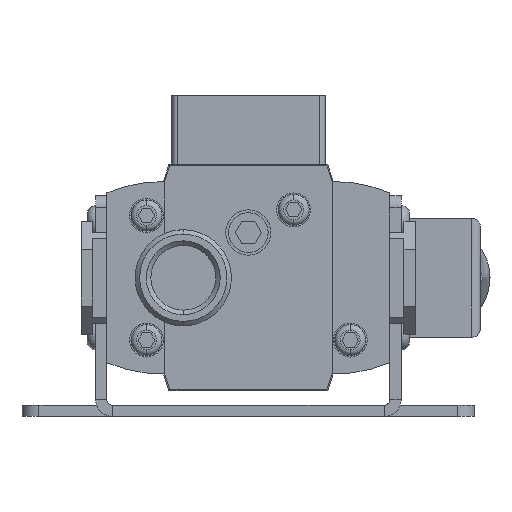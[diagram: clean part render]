
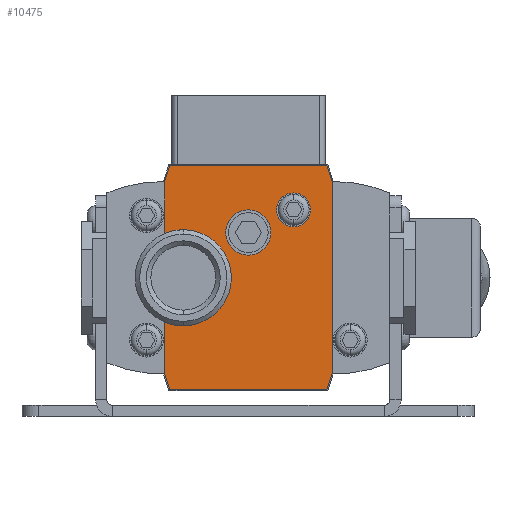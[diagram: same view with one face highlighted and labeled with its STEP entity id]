
A CAD part, front view. The second image highlights one B-rep face of the part: STEP entity #10475.
In plain terms, the highlighted planar face has unit normal (0, -1, 0).
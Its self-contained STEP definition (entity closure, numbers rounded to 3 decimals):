
#138 = DIRECTION ( 'NONE',  ( 0., 0., -1. ) ) ;
#140 = ORIENTED_EDGE ( 'NONE', *, *, #1128, .F. ) ;
#172 = VECTOR ( 'NONE', #12163, 1000. ) ;
#175 = CIRCLE ( 'NONE', #12798, 4. ) ;
#233 = DIRECTION ( 'NONE',  ( 0., 0., 1. ) ) ;
#299 = CARTESIAN_POINT ( 'NONE',  ( -13.885, -25.5, 19.8 ) ) ;
#531 = AXIS2_PLACEMENT_3D ( 'NONE', #6252, #15436, #7558 ) ;
#564 = DIRECTION ( 'NONE',  ( 0., -1., 0. ) ) ;
#649 = CARTESIAN_POINT ( 'NONE',  ( -11.5, -25.5, 0. ) ) ;
#923 = CARTESIAN_POINT ( 'NONE',  ( 8., -25.5, 15. ) ) ;
#933 = AXIS2_PLACEMENT_3D ( 'NONE', #15878, #8022, #138 ) ;
#1041 = CARTESIAN_POINT ( 'NONE',  ( -14.805, -25.5, 16.968 ) ) ;
#1104 = VERTEX_POINT ( 'NONE', #5818 ) ;
#1128 = EDGE_CURVE ( 'NONE', #12436, #1104, #11115, .T. ) ;
#1129 = ORIENTED_EDGE ( 'NONE', *, *, #1549, .T. ) ;
#1216 = FACE_BOUND ( 'NONE', #8843, .T. ) ;
#1291 = VECTOR ( 'NONE', #12284, 1000. ) ;
#1549 = EDGE_CURVE ( 'NONE', #3057, #14426, #3706, .T. ) ;
#1794 = CARTESIAN_POINT ( 'NONE',  ( -11.5, -25.5, 8.5 ) ) ;
#1841 = CARTESIAN_POINT ( 'NONE',  ( 0., -25.5, 0. ) ) ;
#1856 = LINE ( 'NONE', #6783, #5346 ) ;
#1907 = ORIENTED_EDGE ( 'NONE', *, *, #15725, .T. ) ;
#1970 = CARTESIAN_POINT ( 'NONE',  ( 8., -25.5, 12. ) ) ;
#1976 = DIRECTION ( 'NONE',  ( 0., 0., -1. ) ) ;
#2077 = EDGE_CURVE ( 'NONE', #16704, #3057, #9870, .T. ) ;
#2133 = CIRCLE ( 'NONE', #6259, 3. ) ;
#2379 = DIRECTION ( 'NONE',  ( 0., 0., -1. ) ) ;
#2434 = CARTESIAN_POINT ( 'NONE',  ( 14.805, -25.5, -16.968 ) ) ;
#2447 = VECTOR ( 'NONE', #5569, 1000. ) ;
#2613 = CIRCLE ( 'NONE', #933, 8.5 ) ;
#2684 = EDGE_CURVE ( 'NONE', #9157, #7101, #8273, .T. ) ;
#3025 = CARTESIAN_POINT ( 'NONE',  ( 13.885, -25.5, -19.8 ) ) ;
#3055 = CIRCLE ( 'NONE', #531, 8.5 ) ;
#3057 = VERTEX_POINT ( 'NONE', #10787 ) ;
#3113 = CARTESIAN_POINT ( 'NONE',  ( -14.805, -25.5, 16.968 ) ) ;
#3182 = CARTESIAN_POINT ( 'NONE',  ( 14.805, -25.5, 16.968 ) ) ;
#3313 = DIRECTION ( 'NONE',  ( 0., 0., -1. ) ) ;
#3706 = LINE ( 'NONE', #299, #172 ) ;
#3723 = CARTESIAN_POINT ( 'NONE',  ( -14.805, -25.5, -7.831 ) ) ;
#3782 = CARTESIAN_POINT ( 'NONE',  ( 0., -25.5, 8. ) ) ;
#3798 = LINE ( 'NONE', #3182, #7262 ) ;
#4415 = VERTEX_POINT ( 'NONE', #8315 ) ;
#4555 = DIRECTION ( 'NONE',  ( 0.309, 0., 0.951 ) ) ;
#4685 = ORIENTED_EDGE ( 'NONE', *, *, #12060, .F. ) ;
#4795 = AXIS2_PLACEMENT_3D ( 'NONE', #649, #9869, #1976 ) ;
#4941 = DIRECTION ( 'NONE',  ( 0., -1., 0. ) ) ;
#5096 = DIRECTION ( 'NONE',  ( 0., 0., -1. ) ) ;
#5346 = VECTOR ( 'NONE', #233, 1000. ) ;
#5368 = ORIENTED_EDGE ( 'NONE', *, *, #7727, .F. ) ;
#5569 = DIRECTION ( 'NONE',  ( 0.309, 0., -0.951 ) ) ;
#5818 = CARTESIAN_POINT ( 'NONE',  ( 8., -25.5, 9. ) ) ;
#5897 = EDGE_CURVE ( 'NONE', #1104, #12436, #2133, .T. ) ;
#6176 = ORIENTED_EDGE ( 'NONE', *, *, #9868, .F. ) ;
#6252 = CARTESIAN_POINT ( 'NONE',  ( -11.5, -25.5, 0. ) ) ;
#6254 = ORIENTED_EDGE ( 'NONE', *, *, #11959, .T. ) ;
#6259 = AXIS2_PLACEMENT_3D ( 'NONE', #12818, #4941, #14109 ) ;
#6333 = VECTOR ( 'NONE', #8907, 1000. ) ;
#6783 = CARTESIAN_POINT ( 'NONE',  ( 14.805, -25.5, -16.968 ) ) ;
#6818 = CARTESIAN_POINT ( 'NONE',  ( 14.805, -25.5, 16.968 ) ) ;
#6879 = EDGE_CURVE ( 'NONE', #7089, #12157, #14390, .T. ) ;
#6906 = ORIENTED_EDGE ( 'NONE', *, *, #7380, .T. ) ;
#7089 = VERTEX_POINT ( 'NONE', #13578 ) ;
#7101 = VERTEX_POINT ( 'NONE', #8331 ) ;
#7102 = VERTEX_POINT ( 'NONE', #1794 ) ;
#7262 = VECTOR ( 'NONE', #11034, 1000. ) ;
#7353 = CARTESIAN_POINT ( 'NONE',  ( -14.805, -25.5, 7.831 ) ) ;
#7380 = EDGE_CURVE ( 'NONE', #14426, #13904, #11726, .T. ) ;
#7403 = CARTESIAN_POINT ( 'NONE',  ( 0., -25.5, 8. ) ) ;
#7459 = VERTEX_POINT ( 'NONE', #2434 ) ;
#7558 = DIRECTION ( 'NONE',  ( 0., 0., -1. ) ) ;
#7727 = EDGE_CURVE ( 'NONE', #4415, #15454, #175, .T. ) ;
#7768 = FACE_BOUND ( 'NONE', #13766, .T. ) ;
#7904 = CIRCLE ( 'NONE', #12270, 4. ) ;
#8022 = DIRECTION ( 'NONE',  ( 0., -1., 0. ) ) ;
#8149 = VERTEX_POINT ( 'NONE', #6818 ) ;
#8185 = FACE_OUTER_BOUND ( 'NONE', #14957, .T. ) ;
#8273 = LINE ( 'NONE', #3113, #1291 ) ;
#8315 = CARTESIAN_POINT ( 'NONE',  ( 0., -25.5, 12. ) ) ;
#8331 = CARTESIAN_POINT ( 'NONE',  ( -14.805, -25.5, -16.968 ) ) ;
#8444 = PLANE ( 'NONE',  #12944 ) ;
#8758 = DIRECTION ( 'NONE',  ( 0., 0., -1. ) ) ;
#8843 = EDGE_LOOP ( 'NONE', ( #16717, #140 ) ) ;
#8907 = DIRECTION ( 'NONE',  ( -1., 0., 0. ) ) ;
#9157 = VERTEX_POINT ( 'NONE', #3723 ) ;
#9166 = CARTESIAN_POINT ( 'NONE',  ( -13.885, -25.5, -19.8 ) ) ;
#9214 = ORIENTED_EDGE ( 'NONE', *, *, #14363, .T. ) ;
#9585 = LINE ( 'NONE', #12426, #16933 ) ;
#9673 = EDGE_CURVE ( 'NONE', #7459, #8149, #1856, .T. ) ;
#9785 = DIRECTION ( 'NONE',  ( 0., 0., -1. ) ) ;
#9868 = EDGE_CURVE ( 'NONE', #9157, #17011, #10309, .T. ) ;
#9869 = DIRECTION ( 'NONE',  ( 0., -1., 0. ) ) ;
#9870 = LINE ( 'NONE', #14095, #6333 ) ;
#10309 = CIRCLE ( 'NONE', #4795, 8.5 ) ;
#10475 = ADVANCED_FACE ( 'NONE', ( #7768, #1216, #8185 ), #8444, .T. ) ;
#10787 = CARTESIAN_POINT ( 'NONE',  ( -13.885, -25.5, 19.8 ) ) ;
#11034 = DIRECTION ( 'NONE',  ( -0.309, 0., 0.951 ) ) ;
#11115 = CIRCLE ( 'NONE', #15602, 3. ) ;
#11166 = DIRECTION ( 'NONE',  ( 0., -1., 0. ) ) ;
#11543 = ORIENTED_EDGE ( 'NONE', *, *, #2077, .T. ) ;
#11626 = ORIENTED_EDGE ( 'NONE', *, *, #6879, .T. ) ;
#11726 = LINE ( 'NONE', #1041, #14774 ) ;
#11959 = EDGE_CURVE ( 'NONE', #12157, #7459, #9585, .T. ) ;
#12060 = EDGE_CURVE ( 'NONE', #15454, #4415, #7904, .T. ) ;
#12157 = VERTEX_POINT ( 'NONE', #3025 ) ;
#12163 = DIRECTION ( 'NONE',  ( -0.309, 0., -0.951 ) ) ;
#12270 = AXIS2_PLACEMENT_3D ( 'NONE', #7403, #16590, #8758 ) ;
#12284 = DIRECTION ( 'NONE',  ( 0., 0., -1. ) ) ;
#12426 = CARTESIAN_POINT ( 'NONE',  ( 13.885, -25.5, -19.8 ) ) ;
#12436 = VERTEX_POINT ( 'NONE', #923 ) ;
#12518 = LINE ( 'NONE', #13439, #2447 ) ;
#12544 = CARTESIAN_POINT ( 'NONE',  ( -14.805, -25.5, 16.968 ) ) ;
#12798 = AXIS2_PLACEMENT_3D ( 'NONE', #3782, #12973, #5096 ) ;
#12816 = ORIENTED_EDGE ( 'NONE', *, *, #9673, .T. ) ;
#12818 = CARTESIAN_POINT ( 'NONE',  ( 8., -25.5, 12. ) ) ;
#12944 = AXIS2_PLACEMENT_3D ( 'NONE', #1841, #564, #9785 ) ;
#12973 = DIRECTION ( 'NONE',  ( 0., -1., 0. ) ) ;
#13116 = DIRECTION ( 'NONE',  ( 1., 0., 0. ) ) ;
#13135 = EDGE_CURVE ( 'NONE', #17011, #7102, #2613, .T. ) ;
#13157 = ORIENTED_EDGE ( 'NONE', *, *, #13135, .F. ) ;
#13247 = CARTESIAN_POINT ( 'NONE',  ( 13.885, -25.5, 19.8 ) ) ;
#13439 = CARTESIAN_POINT ( 'NONE',  ( -14.805, -25.5, -16.968 ) ) ;
#13578 = CARTESIAN_POINT ( 'NONE',  ( -13.885, -25.5, -19.8 ) ) ;
#13766 = EDGE_LOOP ( 'NONE', ( #4685, #5368 ) ) ;
#13904 = VERTEX_POINT ( 'NONE', #7353 ) ;
#14073 = CARTESIAN_POINT ( 'NONE',  ( 0., -25.5, 4. ) ) ;
#14095 = CARTESIAN_POINT ( 'NONE',  ( 13.885, -25.5, 19.8 ) ) ;
#14109 = DIRECTION ( 'NONE',  ( 0., 0., -1. ) ) ;
#14363 = EDGE_CURVE ( 'NONE', #8149, #16704, #3798, .T. ) ;
#14390 = LINE ( 'NONE', #9166, #14794 ) ;
#14426 = VERTEX_POINT ( 'NONE', #12544 ) ;
#14520 = ORIENTED_EDGE ( 'NONE', *, *, #15887, .F. ) ;
#14774 = VECTOR ( 'NONE', #2379, 1000. ) ;
#14794 = VECTOR ( 'NONE', #13116, 1000. ) ;
#14957 = EDGE_LOOP ( 'NONE', ( #6906, #14520, #13157, #6176, #15604, #1907, #11626, #6254, #12816, #9214, #11543, #1129 ) ) ;
#15284 = CARTESIAN_POINT ( 'NONE',  ( -11.5, -25.5, -8.5 ) ) ;
#15436 = DIRECTION ( 'NONE',  ( 0., -1., 0. ) ) ;
#15454 = VERTEX_POINT ( 'NONE', #14073 ) ;
#15602 = AXIS2_PLACEMENT_3D ( 'NONE', #1970, #11166, #3313 ) ;
#15604 = ORIENTED_EDGE ( 'NONE', *, *, #2684, .T. ) ;
#15725 = EDGE_CURVE ( 'NONE', #7101, #7089, #12518, .T. ) ;
#15878 = CARTESIAN_POINT ( 'NONE',  ( -11.5, -25.5, 0. ) ) ;
#15887 = EDGE_CURVE ( 'NONE', #7102, #13904, #3055, .T. ) ;
#16590 = DIRECTION ( 'NONE',  ( 0., -1., 0. ) ) ;
#16704 = VERTEX_POINT ( 'NONE', #13247 ) ;
#16717 = ORIENTED_EDGE ( 'NONE', *, *, #5897, .F. ) ;
#16933 = VECTOR ( 'NONE', #4555, 1000. ) ;
#17011 = VERTEX_POINT ( 'NONE', #15284 ) ;
